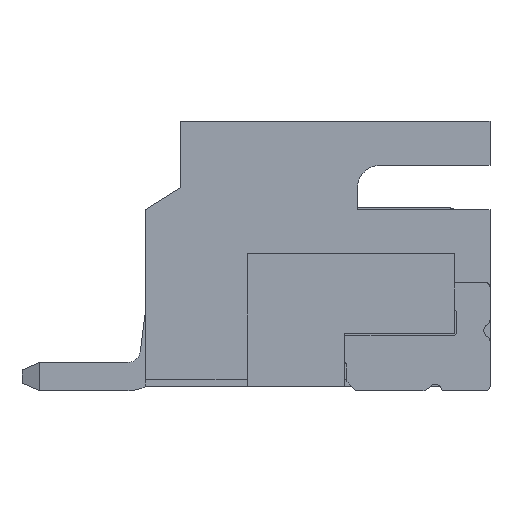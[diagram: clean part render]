
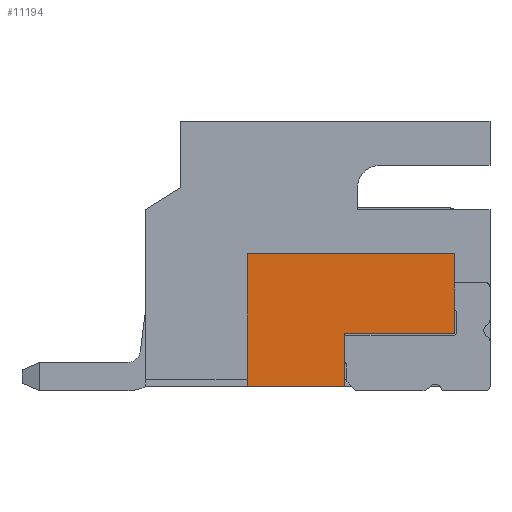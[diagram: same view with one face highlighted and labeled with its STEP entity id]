
A CAD part, left-side view. The second image highlights one B-rep face of the part: STEP entity #11194.
In plain terms, the highlighted planar face has unit normal (-1, 0, 0).
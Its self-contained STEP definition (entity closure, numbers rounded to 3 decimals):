
#8302 = PLANE('',#8303);
#8303 = AXIS2_PLACEMENT_3D('',#8304,#8305,#8306);
#8304 = CARTESIAN_POINT('',(-3.75,-1.905,1.3));
#8305 = DIRECTION('',(0.,1.,0.));
#8306 = DIRECTION('',(0.,0.,-1.));
#8386 = PLANE('',#8387);
#8387 = AXIS2_PLACEMENT_3D('',#8388,#8389,#8390);
#8388 = CARTESIAN_POINT('',(-3.75,-4.405,1.3));
#8389 = DIRECTION('',(0.,0.,1.));
#8390 = DIRECTION('',(0.,1.,0.));
#8414 = PLANE('',#8415);
#8415 = AXIS2_PLACEMENT_3D('',#8416,#8417,#8418);
#8416 = CARTESIAN_POINT('',(-3.75,-4.405,3.1));
#8417 = DIRECTION('',(0.,1.,0.));
#8418 = DIRECTION('',(0.,0.,-1.));
#8582 = PLANE('',#8583);
#8583 = AXIS2_PLACEMENT_3D('',#8584,#8585,#8586);
#8584 = CARTESIAN_POINT('',(-3.75,0.295,3.1));
#8585 = DIRECTION('',(0.,0.,-1.));
#8586 = DIRECTION('',(0.,-1.,0.));
#8610 = PLANE('',#8611);
#8611 = AXIS2_PLACEMENT_3D('',#8612,#8613,#8614);
#8612 = CARTESIAN_POINT('',(-3.75,0.295,0.1));
#8613 = DIRECTION('',(0.,-1.,0.));
#8614 = DIRECTION('',(0.,0.,1.));
#9789 = PLANE('',#9790);
#9790 = AXIS2_PLACEMENT_3D('',#9791,#9792,#9793);
#9791 = CARTESIAN_POINT('',(0.,-1.305,0.1));
#9792 = DIRECTION('',(0.,0.,1.));
#9793 = DIRECTION('',(1.,0.,-0.));
#9814 = VERTEX_POINT('',#9815);
#9815 = CARTESIAN_POINT('',(-5.,0.295,0.1));
#9836 = EDGE_CURVE('',#9837,#9814,#9839,.T.);
#9837 = VERTEX_POINT('',#9838);
#9838 = CARTESIAN_POINT('',(-5.,-1.905,0.1));
#9839 = SURFACE_CURVE('',#9840,(#9844,#9851),.PCURVE_S1.);
#9840 = LINE('',#9841,#9842);
#9841 = CARTESIAN_POINT('',(-5.,-1.905,0.1));
#9842 = VECTOR('',#9843,1.);
#9843 = DIRECTION('',(0.,1.,0.));
#9844 = PCURVE('',#9789,#9845);
#9845 = DEFINITIONAL_REPRESENTATION('',(#9846),#9850);
#9846 = LINE('',#9847,#9848);
#9847 = CARTESIAN_POINT('',(-5.,-0.6));
#9848 = VECTOR('',#9849,1.);
#9849 = DIRECTION('',(0.,1.));
#9850 = ( GEOMETRIC_REPRESENTATION_CONTEXT(2) 
PARAMETRIC_REPRESENTATION_CONTEXT() REPRESENTATION_CONTEXT('2D SPACE',''
  ) );
#9851 = PCURVE('',#9852,#9857);
#9852 = PLANE('',#9853);
#9853 = AXIS2_PLACEMENT_3D('',#9854,#9855,#9856);
#9854 = CARTESIAN_POINT('',(-5.,-1.305,0.1));
#9855 = DIRECTION('',(1.,0.,0.));
#9856 = DIRECTION('',(-0.,1.,0.));
#9857 = DEFINITIONAL_REPRESENTATION('',(#9858),#9862);
#9858 = LINE('',#9859,#9860);
#9859 = CARTESIAN_POINT('',(-0.6,0.));
#9860 = VECTOR('',#9861,1.);
#9861 = DIRECTION('',(1.,0.));
#9862 = ( GEOMETRIC_REPRESENTATION_CONTEXT(2) 
PARAMETRIC_REPRESENTATION_CONTEXT() REPRESENTATION_CONTEXT('2D SPACE',''
  ) );
#11099 = EDGE_CURVE('',#11100,#9837,#11102,.T.);
#11100 = VERTEX_POINT('',#11101);
#11101 = CARTESIAN_POINT('',(-5.,-1.905,1.3));
#11102 = SURFACE_CURVE('',#11103,(#11107,#11114),.PCURVE_S1.);
#11103 = LINE('',#11104,#11105);
#11104 = CARTESIAN_POINT('',(-5.,-1.905,1.3));
#11105 = VECTOR('',#11106,1.);
#11106 = DIRECTION('',(0.,0.,-1.));
#11107 = PCURVE('',#8302,#11108);
#11108 = DEFINITIONAL_REPRESENTATION('',(#11109),#11113);
#11109 = LINE('',#11110,#11111);
#11110 = CARTESIAN_POINT('',(0.,1.25));
#11111 = VECTOR('',#11112,1.);
#11112 = DIRECTION('',(1.,0.));
#11113 = ( GEOMETRIC_REPRESENTATION_CONTEXT(2) 
PARAMETRIC_REPRESENTATION_CONTEXT() REPRESENTATION_CONTEXT('2D SPACE',''
  ) );
#11114 = PCURVE('',#9852,#11115);
#11115 = DEFINITIONAL_REPRESENTATION('',(#11116),#11120);
#11116 = LINE('',#11117,#11118);
#11117 = CARTESIAN_POINT('',(-0.6,1.2));
#11118 = VECTOR('',#11119,1.);
#11119 = DIRECTION('',(0.,-1.));
#11120 = ( GEOMETRIC_REPRESENTATION_CONTEXT(2) 
PARAMETRIC_REPRESENTATION_CONTEXT() REPRESENTATION_CONTEXT('2D SPACE',''
  ) );
#11194 = ADVANCED_FACE('',(#11195),#9852,.F.);
#11195 = FACE_BOUND('',#11196,.F.);
#11196 = EDGE_LOOP('',(#11197,#11198,#11221,#11244,#11267,#11288));
#11197 = ORIENTED_EDGE('',*,*,#9836,.T.);
#11198 = ORIENTED_EDGE('',*,*,#11199,.T.);
#11199 = EDGE_CURVE('',#9814,#11200,#11202,.T.);
#11200 = VERTEX_POINT('',#11201);
#11201 = CARTESIAN_POINT('',(-5.,0.295,3.1));
#11202 = SURFACE_CURVE('',#11203,(#11207,#11214),.PCURVE_S1.);
#11203 = LINE('',#11204,#11205);
#11204 = CARTESIAN_POINT('',(-5.,0.295,0.1));
#11205 = VECTOR('',#11206,1.);
#11206 = DIRECTION('',(0.,0.,1.));
#11207 = PCURVE('',#9852,#11208);
#11208 = DEFINITIONAL_REPRESENTATION('',(#11209),#11213);
#11209 = LINE('',#11210,#11211);
#11210 = CARTESIAN_POINT('',(1.6,0.));
#11211 = VECTOR('',#11212,1.);
#11212 = DIRECTION('',(0.,1.));
#11213 = ( GEOMETRIC_REPRESENTATION_CONTEXT(2) 
PARAMETRIC_REPRESENTATION_CONTEXT() REPRESENTATION_CONTEXT('2D SPACE',''
  ) );
#11214 = PCURVE('',#8610,#11215);
#11215 = DEFINITIONAL_REPRESENTATION('',(#11216),#11220);
#11216 = LINE('',#11217,#11218);
#11217 = CARTESIAN_POINT('',(0.,1.25));
#11218 = VECTOR('',#11219,1.);
#11219 = DIRECTION('',(1.,0.));
#11220 = ( GEOMETRIC_REPRESENTATION_CONTEXT(2) 
PARAMETRIC_REPRESENTATION_CONTEXT() REPRESENTATION_CONTEXT('2D SPACE',''
  ) );
#11221 = ORIENTED_EDGE('',*,*,#11222,.T.);
#11222 = EDGE_CURVE('',#11200,#11223,#11225,.T.);
#11223 = VERTEX_POINT('',#11224);
#11224 = CARTESIAN_POINT('',(-5.,-4.405,3.1));
#11225 = SURFACE_CURVE('',#11226,(#11230,#11237),.PCURVE_S1.);
#11226 = LINE('',#11227,#11228);
#11227 = CARTESIAN_POINT('',(-5.,0.295,3.1));
#11228 = VECTOR('',#11229,1.);
#11229 = DIRECTION('',(0.,-1.,0.));
#11230 = PCURVE('',#9852,#11231);
#11231 = DEFINITIONAL_REPRESENTATION('',(#11232),#11236);
#11232 = LINE('',#11233,#11234);
#11233 = CARTESIAN_POINT('',(1.6,3.));
#11234 = VECTOR('',#11235,1.);
#11235 = DIRECTION('',(-1.,0.));
#11236 = ( GEOMETRIC_REPRESENTATION_CONTEXT(2) 
PARAMETRIC_REPRESENTATION_CONTEXT() REPRESENTATION_CONTEXT('2D SPACE',''
  ) );
#11237 = PCURVE('',#8582,#11238);
#11238 = DEFINITIONAL_REPRESENTATION('',(#11239),#11243);
#11239 = LINE('',#11240,#11241);
#11240 = CARTESIAN_POINT('',(0.,1.25));
#11241 = VECTOR('',#11242,1.);
#11242 = DIRECTION('',(1.,0.));
#11243 = ( GEOMETRIC_REPRESENTATION_CONTEXT(2) 
PARAMETRIC_REPRESENTATION_CONTEXT() REPRESENTATION_CONTEXT('2D SPACE',''
  ) );
#11244 = ORIENTED_EDGE('',*,*,#11245,.T.);
#11245 = EDGE_CURVE('',#11223,#11246,#11248,.T.);
#11246 = VERTEX_POINT('',#11247);
#11247 = CARTESIAN_POINT('',(-5.,-4.405,1.3));
#11248 = SURFACE_CURVE('',#11249,(#11253,#11260),.PCURVE_S1.);
#11249 = LINE('',#11250,#11251);
#11250 = CARTESIAN_POINT('',(-5.,-4.405,3.1));
#11251 = VECTOR('',#11252,1.);
#11252 = DIRECTION('',(0.,0.,-1.));
#11253 = PCURVE('',#9852,#11254);
#11254 = DEFINITIONAL_REPRESENTATION('',(#11255),#11259);
#11255 = LINE('',#11256,#11257);
#11256 = CARTESIAN_POINT('',(-3.1,3.));
#11257 = VECTOR('',#11258,1.);
#11258 = DIRECTION('',(0.,-1.));
#11259 = ( GEOMETRIC_REPRESENTATION_CONTEXT(2) 
PARAMETRIC_REPRESENTATION_CONTEXT() REPRESENTATION_CONTEXT('2D SPACE',''
  ) );
#11260 = PCURVE('',#8414,#11261);
#11261 = DEFINITIONAL_REPRESENTATION('',(#11262),#11266);
#11262 = LINE('',#11263,#11264);
#11263 = CARTESIAN_POINT('',(0.,1.25));
#11264 = VECTOR('',#11265,1.);
#11265 = DIRECTION('',(1.,0.));
#11266 = ( GEOMETRIC_REPRESENTATION_CONTEXT(2) 
PARAMETRIC_REPRESENTATION_CONTEXT() REPRESENTATION_CONTEXT('2D SPACE',''
  ) );
#11267 = ORIENTED_EDGE('',*,*,#11268,.T.);
#11268 = EDGE_CURVE('',#11246,#11100,#11269,.T.);
#11269 = SURFACE_CURVE('',#11270,(#11274,#11281),.PCURVE_S1.);
#11270 = LINE('',#11271,#11272);
#11271 = CARTESIAN_POINT('',(-5.,-4.405,1.3));
#11272 = VECTOR('',#11273,1.);
#11273 = DIRECTION('',(0.,1.,0.));
#11274 = PCURVE('',#9852,#11275);
#11275 = DEFINITIONAL_REPRESENTATION('',(#11276),#11280);
#11276 = LINE('',#11277,#11278);
#11277 = CARTESIAN_POINT('',(-3.1,1.2));
#11278 = VECTOR('',#11279,1.);
#11279 = DIRECTION('',(1.,0.));
#11280 = ( GEOMETRIC_REPRESENTATION_CONTEXT(2) 
PARAMETRIC_REPRESENTATION_CONTEXT() REPRESENTATION_CONTEXT('2D SPACE',''
  ) );
#11281 = PCURVE('',#8386,#11282);
#11282 = DEFINITIONAL_REPRESENTATION('',(#11283),#11287);
#11283 = LINE('',#11284,#11285);
#11284 = CARTESIAN_POINT('',(0.,1.25));
#11285 = VECTOR('',#11286,1.);
#11286 = DIRECTION('',(1.,0.));
#11287 = ( GEOMETRIC_REPRESENTATION_CONTEXT(2) 
PARAMETRIC_REPRESENTATION_CONTEXT() REPRESENTATION_CONTEXT('2D SPACE',''
  ) );
#11288 = ORIENTED_EDGE('',*,*,#11099,.T.);
